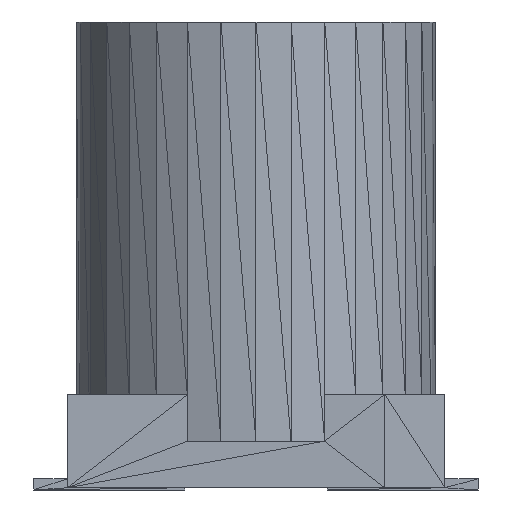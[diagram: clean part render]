
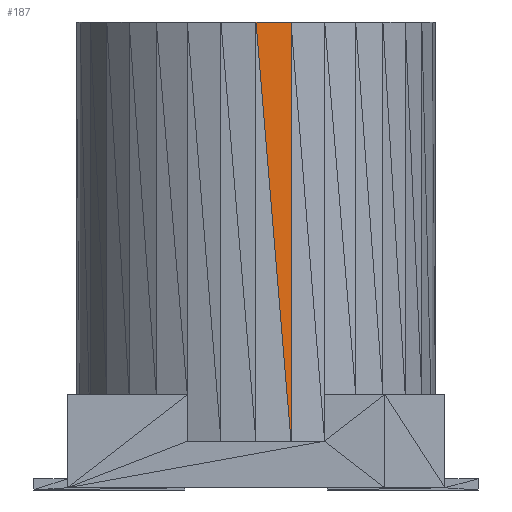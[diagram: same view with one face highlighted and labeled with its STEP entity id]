
A CAD part, left-side view. The second image highlights one B-rep face of the part: STEP entity #187.
In plain terms, the highlighted planar face has unit normal (-0.995, -0.098, 0).
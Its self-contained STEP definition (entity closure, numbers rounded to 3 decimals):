
#187 = ADVANCED_FACE('',(#188),#214,.F.);
#188 = FACE_BOUND('',#189,.F.);
#189 = EDGE_LOOP('',(#190,#200,#208));
#190 = ORIENTED_EDGE('',*,*,#191,.T.);
#191 = EDGE_CURVE('',#192,#194,#196,.T.);
#192 = VERTEX_POINT('',#193);
#193 = CARTESIAN_POINT('',(-4.042,0.,10.541));
#194 = VERTEX_POINT('',#195);
#195 = CARTESIAN_POINT('',(-3.964,-0.789,10.541));
#196 = LINE('',#197,#198);
#197 = CARTESIAN_POINT('',(-4.042,0.,10.541));
#198 = VECTOR('',#199,1.);
#199 = DIRECTION('',(0.098,-0.995,0.));
#200 = ORIENTED_EDGE('',*,*,#201,.T.);
#201 = EDGE_CURVE('',#194,#202,#204,.T.);
#202 = VERTEX_POINT('',#203);
#203 = CARTESIAN_POINT('',(-3.964,-0.789,1.1));
#204 = LINE('',#205,#206);
#205 = CARTESIAN_POINT('',(-3.964,-0.789,10.541));
#206 = VECTOR('',#207,1.);
#207 = DIRECTION('',(0.,0.,-1.));
#208 = ORIENTED_EDGE('',*,*,#209,.T.);
#209 = EDGE_CURVE('',#202,#192,#210,.T.);
#210 = LINE('',#211,#212);
#211 = CARTESIAN_POINT('',(-3.964,-0.789,1.1));
#212 = VECTOR('',#213,1.);
#213 = DIRECTION('',(-0.008,0.083,
    0.996));
#214 = PLANE('',#215);
#215 = AXIS2_PLACEMENT_3D('',#216,#217,#218);
#216 = CARTESIAN_POINT('',(-3.964,-0.789,10.541));
#217 = DIRECTION('',(0.995,0.098,0.));
#218 = DIRECTION('',(-0.008,0.083,
    0.996));
